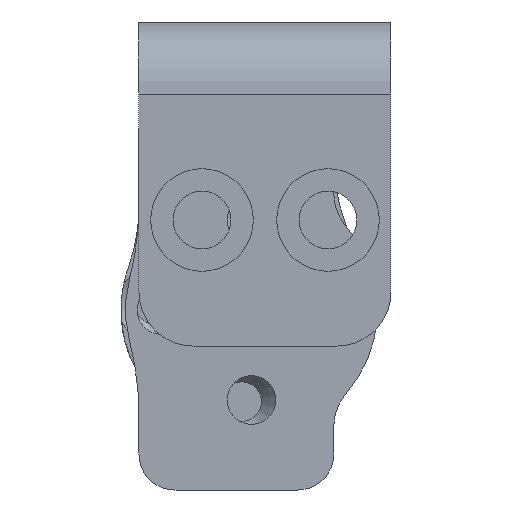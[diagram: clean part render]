
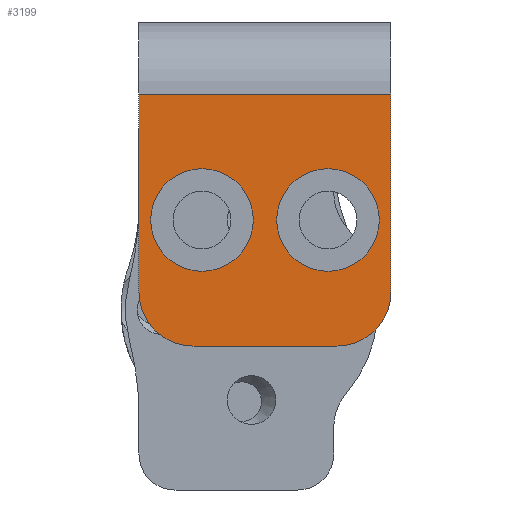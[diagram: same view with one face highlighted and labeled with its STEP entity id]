
A CAD part, left-side view. The second image highlights one B-rep face of the part: STEP entity #3199.
In plain terms, the highlighted planar face has unit normal (-1, 0, 0).
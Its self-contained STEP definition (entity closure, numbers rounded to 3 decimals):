
#18 = DIRECTION ( 'NONE',  ( 1., 0., 0. ) ) ;
#43 = CARTESIAN_POINT ( 'NONE',  ( -47.75, 10.5, -5.15 ) ) ;
#46 = DIRECTION ( 'NONE',  ( 0., 0., 1. ) ) ;
#83 = DIRECTION ( 'NONE',  ( -1., 0., 0. ) ) ;
#159 = LINE ( 'NONE', #615, #1408 ) ;
#164 = ORIENTED_EDGE ( 'NONE', *, *, #3360, .T. ) ;
#196 = CIRCLE ( 'NONE', #1641, 2.85 ) ;
#239 = CARTESIAN_POINT ( 'NONE',  ( -47.75, 14., -1. ) ) ;
#241 = CARTESIAN_POINT ( 'NONE',  ( -47.75, 3.5, -10.85 ) ) ;
#268 = FACE_BOUND ( 'NONE', #2409, .T. ) ;
#291 = VERTEX_POINT ( 'NONE', #3667 ) ;
#308 = EDGE_LOOP ( 'NONE', ( #2422, #164, #642, #1470, #4160, #4224 ) ) ;
#379 = EDGE_CURVE ( 'NONE', #408, #3467, #1038, .T. ) ;
#404 = VECTOR ( 'NONE', #2952, 1000. ) ;
#408 = VERTEX_POINT ( 'NONE', #1324 ) ;
#465 = LINE ( 'NONE', #2948, #2348 ) ;
#495 = VERTEX_POINT ( 'NONE', #43 ) ;
#533 = DIRECTION ( 'NONE',  ( 0., 0., 1. ) ) ;
#578 = EDGE_LOOP ( 'NONE', ( #3178, #2429 ) ) ;
#614 = CARTESIAN_POINT ( 'NONE',  ( -47.75, 3.5, -8. ) ) ;
#615 = CARTESIAN_POINT ( 'NONE',  ( -47.75, 14., 0. ) ) ;
#620 = CARTESIAN_POINT ( 'NONE',  ( -47.75, 0., 0. ) ) ;
#635 = EDGE_CURVE ( 'NONE', #291, #892, #2283, .T. ) ;
#642 = ORIENTED_EDGE ( 'NONE', *, *, #379, .F. ) ;
#788 = DIRECTION ( 'NONE',  ( 0., 0., -1. ) ) ;
#892 = VERTEX_POINT ( 'NONE', #1624 ) ;
#1038 = LINE ( 'NONE', #620, #404 ) ;
#1120 = CARTESIAN_POINT ( 'NONE',  ( -47.75, 3.5, -8. ) ) ;
#1142 = DIRECTION ( 'NONE',  ( -1., 0., 0. ) ) ;
#1197 = CARTESIAN_POINT ( 'NONE',  ( -47.75, 14., -1. ) ) ;
#1241 = DIRECTION ( 'NONE',  ( 1., 0., 0. ) ) ;
#1322 = DIRECTION ( 'NONE',  ( 0., 0., -1. ) ) ;
#1324 = CARTESIAN_POINT ( 'NONE',  ( -47.75, 0., -1. ) ) ;
#1385 = CARTESIAN_POINT ( 'NONE',  ( -47.75, 10.5, -8. ) ) ;
#1408 = VECTOR ( 'NONE', #1322, 1000. ) ;
#1460 = CIRCLE ( 'NONE', #2082, 2.85 ) ;
#1470 = ORIENTED_EDGE ( 'NONE', *, *, #4030, .T. ) ;
#1525 = AXIS2_PLACEMENT_3D ( 'NONE', #4212, #3896, #533 ) ;
#1547 = AXIS2_PLACEMENT_3D ( 'NONE', #3145, #1142, #1790 ) ;
#1589 = DIRECTION ( 'NONE',  ( 0., 0., -1. ) ) ;
#1624 = CARTESIAN_POINT ( 'NONE',  ( -47.75, 11., -15. ) ) ;
#1641 = AXIS2_PLACEMENT_3D ( 'NONE', #1120, #4139, #788 ) ;
#1717 = EDGE_CURVE ( 'NONE', #1914, #495, #4302, .T. ) ;
#1790 = DIRECTION ( 'NONE',  ( 0., 0., 1. ) ) ;
#1914 = VERTEX_POINT ( 'NONE', #3054 ) ;
#1982 = VERTEX_POINT ( 'NONE', #239 ) ;
#2045 = DIRECTION ( 'NONE',  ( 1., 0., 0. ) ) ;
#2061 = CARTESIAN_POINT ( 'NONE',  ( -47.75, 14., 0. ) ) ;
#2068 = ORIENTED_EDGE ( 'NONE', *, *, #3555, .T. ) ;
#2079 = PLANE ( 'NONE',  #2729 ) ;
#2082 = AXIS2_PLACEMENT_3D ( 'NONE', #614, #1241, #1589 ) ;
#2139 = CIRCLE ( 'NONE', #3826, 2.85 ) ;
#2201 = VERTEX_POINT ( 'NONE', #241 ) ;
#2245 = ORIENTED_EDGE ( 'NONE', *, *, #4297, .T. ) ;
#2283 = CIRCLE ( 'NONE', #1547, 3. ) ;
#2300 = CIRCLE ( 'NONE', #1525, 3. ) ;
#2348 = VECTOR ( 'NONE', #2935, 1000. ) ;
#2409 = EDGE_LOOP ( 'NONE', ( #2068, #2245 ) ) ;
#2422 = ORIENTED_EDGE ( 'NONE', *, *, #3536, .T. ) ;
#2429 = ORIENTED_EDGE ( 'NONE', *, *, #1717, .T. ) ;
#2586 = CARTESIAN_POINT ( 'NONE',  ( -47.75, 0., -12. ) ) ;
#2661 = CARTESIAN_POINT ( 'NONE',  ( -47.75, 3., -15. ) ) ;
#2682 = CARTESIAN_POINT ( 'NONE',  ( -47.75, 10.5, -8. ) ) ;
#2726 = VERTEX_POINT ( 'NONE', #2661 ) ;
#2729 = AXIS2_PLACEMENT_3D ( 'NONE', #2061, #83, #46 ) ;
#2730 = DIRECTION ( 'NONE',  ( 0., 0., -1. ) ) ;
#2737 = EDGE_CURVE ( 'NONE', #1982, #291, #159, .T. ) ;
#2892 = DIRECTION ( 'NONE',  ( 0., 1., 0. ) ) ;
#2935 = DIRECTION ( 'NONE',  ( 0., -1., 0. ) ) ;
#2948 = CARTESIAN_POINT ( 'NONE',  ( -47.75, 14., -15. ) ) ;
#2952 = DIRECTION ( 'NONE',  ( 0., 0., -1. ) ) ;
#3054 = CARTESIAN_POINT ( 'NONE',  ( -47.75, 10.5, -10.85 ) ) ;
#3145 = CARTESIAN_POINT ( 'NONE',  ( -47.75, 11., -12. ) ) ;
#3170 = VECTOR ( 'NONE', #2892, 1000. ) ;
#3178 = ORIENTED_EDGE ( 'NONE', *, *, #3660, .T. ) ;
#3199 = ADVANCED_FACE ( 'NONE', ( #268, #4088, #3490 ), #2079, .T. ) ;
#3265 = AXIS2_PLACEMENT_3D ( 'NONE', #1385, #18, #2730 ) ;
#3338 = VERTEX_POINT ( 'NONE', #3797 ) ;
#3351 = DIRECTION ( 'NONE',  ( 0., 0., -1. ) ) ;
#3360 = EDGE_CURVE ( 'NONE', #2726, #3467, #2300, .T. ) ;
#3467 = VERTEX_POINT ( 'NONE', #2586 ) ;
#3490 = FACE_OUTER_BOUND ( 'NONE', #308, .T. ) ;
#3536 = EDGE_CURVE ( 'NONE', #892, #2726, #465, .T. ) ;
#3555 = EDGE_CURVE ( 'NONE', #3338, #2201, #1460, .T. ) ;
#3660 = EDGE_CURVE ( 'NONE', #495, #1914, #2139, .T. ) ;
#3667 = CARTESIAN_POINT ( 'NONE',  ( -47.75, 14., -12. ) ) ;
#3797 = CARTESIAN_POINT ( 'NONE',  ( -47.75, 3.5, -5.15 ) ) ;
#3802 = LINE ( 'NONE', #1197, #3170 ) ;
#3826 = AXIS2_PLACEMENT_3D ( 'NONE', #2682, #2045, #3351 ) ;
#3896 = DIRECTION ( 'NONE',  ( -1., 0., 0. ) ) ;
#4030 = EDGE_CURVE ( 'NONE', #408, #1982, #3802, .T. ) ;
#4088 = FACE_BOUND ( 'NONE', #578, .T. ) ;
#4139 = DIRECTION ( 'NONE',  ( 1., 0., 0. ) ) ;
#4160 = ORIENTED_EDGE ( 'NONE', *, *, #2737, .T. ) ;
#4212 = CARTESIAN_POINT ( 'NONE',  ( -47.75, 3., -12. ) ) ;
#4224 = ORIENTED_EDGE ( 'NONE', *, *, #635, .T. ) ;
#4297 = EDGE_CURVE ( 'NONE', #2201, #3338, #196, .T. ) ;
#4302 = CIRCLE ( 'NONE', #3265, 2.85 ) ;
